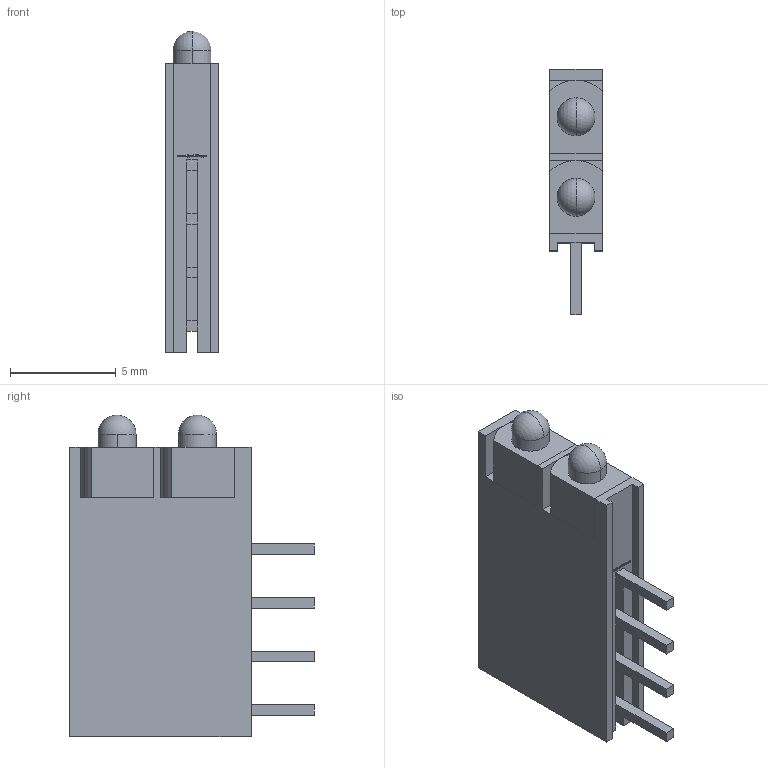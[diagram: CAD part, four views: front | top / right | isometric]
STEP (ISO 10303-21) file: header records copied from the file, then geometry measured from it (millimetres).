
FILE_DESCRIPTION (( 'STEP AP214' ), '1' );
FILE_NAME ('XYL2Lxx61.STEP', '2015-09-04T23:36:31', ( '' ), ( '' ), 'SwSTEP 2.0', 'SolidWorks 2012', '' );
FILE_SCHEMA (( 'AUTOMOTIVE_DESIGN' ));
Length unit declared in the file: millimetre
Products named in the file (1): XYL2Lxx61
Bounding box: 2.5 x 11.6 x 15.24 mm (x, y, z)
Volume: 281 mm3; surface area: 529.8 mm2
Topology: 3 solids, 3 shells, 262 faces, 706 edges, 464 vertices
Faces by surface type: plane 183, bspline 68, cylinder 7, sphere 4
Entity records: 12936 total; most frequent: CARTESIAN_POINT 4637, ORIENTED_EDGE 1400, DIRECTION 974, EDGE_CURVE 700, LINE 544, VECTOR 544, VERTEX_POINT 462, EDGE_LOOP 280
